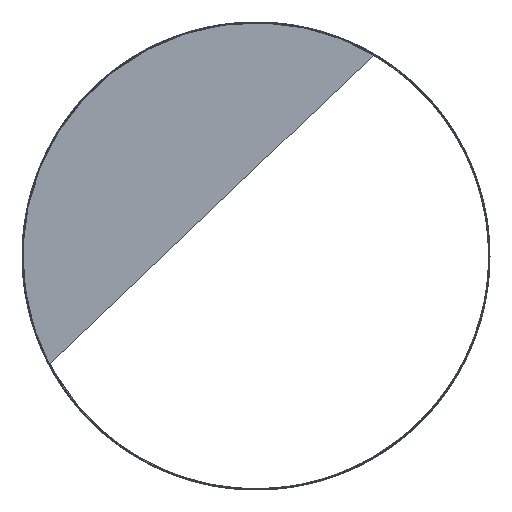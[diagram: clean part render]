
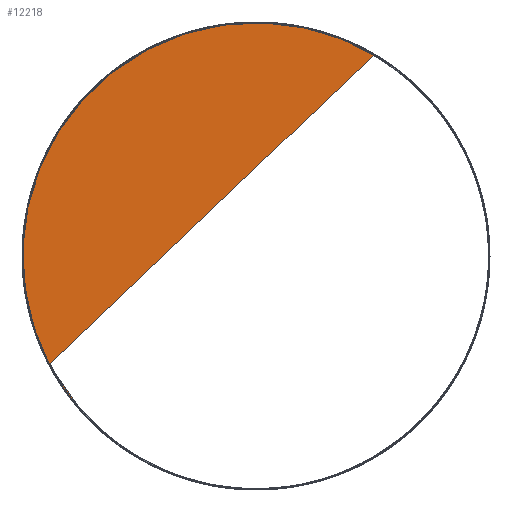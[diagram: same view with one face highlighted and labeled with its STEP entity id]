
A CAD part, front view. The second image highlights one B-rep face of the part: STEP entity #12218.
In plain terms, the highlighted planar face has unit normal (0, -1, 0).
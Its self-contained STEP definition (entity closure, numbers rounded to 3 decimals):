
#197=CARTESIAN_POINT('',(-554.406,0.,-290.975));
#198=VERTEX_POINT('',#197);
#1757=CARTESIAN_POINT('',(-464.626,0.,-419.708));
#1758=VERTEX_POINT('',#1757);
#1759=CARTESIAN_POINT('',(0.0,0.,0.0));
#1760=DIRECTION('',(0.0,1.0,0.0));
#1761=DIRECTION('',(-1.0,0.0,0.0));
#1762=AXIS2_PLACEMENT_3D('',#1759,#1760,#1761);
#1763=CIRCLE('',#1762,626.125);
#1764=EDGE_CURVE('',#198,#1758,#1763,.T.);
#5369=CARTESIAN_POINT('',(-553.963,0.,-290.742));
#5370=VERTEX_POINT('',#5369);
#6929=CARTESIAN_POINT('',(-553.963,0.,-290.742));
#6930=CARTESIAN_POINT('',(-554.037,0.,-290.781));
#6931=CARTESIAN_POINT('',(-554.111,0.,-290.82));
#6932=CARTESIAN_POINT('',(-554.259,0.,-290.897));
#6933=CARTESIAN_POINT('',(-554.332,0.,-290.936));
#6934=CARTESIAN_POINT('',(-554.406,0.,-290.975));
#6935=B_SPLINE_CURVE_WITH_KNOTS('',3,(#6929,#6930,#6931,#6932,#6933,#6934),.UNSPECIFIED.,.F.,.U.,(4,2,4),(-0.05,-0.025,0.0),.UNSPECIFIED.);
#6936=EDGE_CURVE('',#5370,#198,#6935,.T.);
#6948=CARTESIAN_POINT('',(-551.127,0.,-296.084));
#6949=VERTEX_POINT('',#6948);
#8508=CARTESIAN_POINT('',(0.0,0.,0.0));
#8509=DIRECTION('',(0.0,-1.0,0.0));
#8510=DIRECTION('',(-1.0,0.0,0.0));
#8511=AXIS2_PLACEMENT_3D('',#8508,#8509,#8510);
#8512=CIRCLE('',#8511,625.625);
#8513=EDGE_CURVE('',#6949,#5370,#8512,.T.);
#10561=CARTESIAN_POINT('',(-551.568,0.,-296.32));
#10562=VERTEX_POINT('',#10561);
#12121=CARTESIAN_POINT('',(-551.568,0.,-296.32));
#12122=CARTESIAN_POINT('',(-551.494,0.,-296.281));
#12123=CARTESIAN_POINT('',(-551.421,0.,-296.241));
#12124=CARTESIAN_POINT('',(-551.274,0.,-296.162));
#12125=CARTESIAN_POINT('',(-551.201,0.,-296.123));
#12126=CARTESIAN_POINT('',(-551.127,0.,-296.084));
#12127=B_SPLINE_CURVE_WITH_KNOTS('',3,(#12121,#12122,#12123,#12124,#12125,#12126),.UNSPECIFIED.,.F.,.U.,(4,2,4),(-0.05,-0.025,0.0),.UNSPECIFIED.);
#12128=EDGE_CURVE('',#10562,#6949,#12127,.T.);
#12134=CARTESIAN_POINT('',(1000.0,0.,-1000.0));
#12135=DIRECTION('',(0.0,1.0,0.0));
#12136=DIRECTION('',(0.0,0.0,1.0));
#12137=AXIS2_PLACEMENT_3D('',#12134,#12135,#12136);
#12138=PLANE('',#12137);
#12139=ORIENTED_EDGE('',*,*,#1764,.F.);
#12140=ORIENTED_EDGE('',*,*,#6936,.F.);
#12141=ORIENTED_EDGE('',*,*,#8513,.F.);
#12142=ORIENTED_EDGE('',*,*,#12128,.F.);
#12143=CARTESIAN_POINT('',(-551.832,0.,-296.462));
#12144=VERTEX_POINT('',#12143);
#12145=CARTESIAN_POINT('',(-551.832,0.,-296.462));
#12146=CARTESIAN_POINT('',(-551.788,0.,-296.439));
#12147=CARTESIAN_POINT('',(-551.744,0.,-296.415));
#12148=CARTESIAN_POINT('',(-551.656,0.,-296.368));
#12149=CARTESIAN_POINT('',(-551.612,0.,-296.344));
#12150=CARTESIAN_POINT('',(-551.568,0.,-296.32));
#12151=B_SPLINE_CURVE_WITH_KNOTS('',3,(#12145,#12146,#12147,#12148,#12149,#12150),.UNSPECIFIED.,.F.,.U.,(4,2,4),(-0.03,-0.015,0.0),.UNSPECIFIED.);
#12152=EDGE_CURVE('',#12144,#10562,#12151,.T.);
#12153=ORIENTED_EDGE('',*,*,#12152,.F.);
#12154=CARTESIAN_POINT('',(-534.742,0.,-328.58));
#12155=VERTEX_POINT('',#12154);
#12156=CARTESIAN_POINT('',(-534.742,0.,-328.58));
#12157=CARTESIAN_POINT('',(-540.897,0.,-318.562));
#12158=CARTESIAN_POINT('',(-545.65,0.,-309.842));
#12159=CARTESIAN_POINT('',(-550.204,0.,-300.77));
#12160=CARTESIAN_POINT('',(-551.294,0.,-298.378));
#12161=CARTESIAN_POINT('',(-551.759,0.,-297.039));
#12162=CARTESIAN_POINT('',(-551.833,0.,-296.807));
#12163=CARTESIAN_POINT('',(-551.863,0.,-296.607));
#12164=CARTESIAN_POINT('',(-551.866,0.,-296.564));
#12165=CARTESIAN_POINT('',(-551.862,0.,-296.517));
#12166=CARTESIAN_POINT('',(-551.859,0.,-296.502));
#12167=CARTESIAN_POINT('',(-551.852,0.,-296.484));
#12168=CARTESIAN_POINT('',(-551.849,0.,-296.477));
#12169=CARTESIAN_POINT('',(-551.841,0.,-296.468));
#12170=CARTESIAN_POINT('',(-551.837,0.,-296.465));
#12171=CARTESIAN_POINT('',(-551.832,0.,-296.462));
#12172=B_SPLINE_CURVE_WITH_KNOTS('',3,(#12156,#12157,#12158,#12159,#12160,#12161,#12162,#12163,#12164,#12165,#12166,#12167,#12168,#12169,#12170,#12171),.UNSPECIFIED.,.F.,.U.,(4,2,2,2,2,2,2,4),(-0.796,-0.317,-0.06,-0.018,-0.008,-0.004,-0.002,0.0),.UNSPECIFIED.);
#12173=EDGE_CURVE('',#12155,#12144,#12172,.T.);
#12174=ORIENTED_EDGE('',*,*,#12173,.F.);
#12175=CARTESIAN_POINT('',(-489.343,0.,-393.009));
#12176=VERTEX_POINT('',#12175);
#12177=CARTESIAN_POINT('',(0.0,0.,0.0));
#12178=DIRECTION('',(0.0,1.0,0.0));
#12179=DIRECTION('',(-1.0,0.0,0.0));
#12180=AXIS2_PLACEMENT_3D('',#12177,#12178,#12179);
#12181=CIRCLE('',#12180,627.625);
#12182=EDGE_CURVE('',#12176,#12155,#12181,.T.);
#12183=ORIENTED_EDGE('',*,*,#12182,.F.);
#12184=CARTESIAN_POINT('',(-464.849,0.,-419.91));
#12185=VERTEX_POINT('',#12184);
#12186=CARTESIAN_POINT('',(-464.849,0.,-419.91));
#12187=CARTESIAN_POINT('',(-464.852,0.,-419.913));
#12188=CARTESIAN_POINT('',(-464.857,0.,-419.916));
#12189=CARTESIAN_POINT('',(-464.867,0.,-419.92));
#12190=CARTESIAN_POINT('',(-464.872,0.,-419.921));
#12191=CARTESIAN_POINT('',(-464.891,0.,-419.923));
#12192=CARTESIAN_POINT('',(-464.907,0.,-419.92));
#12193=CARTESIAN_POINT('',(-464.96,0.,-419.907));
#12194=CARTESIAN_POINT('',(-465.006,0.,-419.885));
#12195=CARTESIAN_POINT('',(-465.184,0.,-419.785));
#12196=CARTESIAN_POINT('',(-465.35,0.,-419.66));
#12197=CARTESIAN_POINT('',(-465.967,0.,-419.168));
#12198=CARTESIAN_POINT('',(-466.6,0.,-418.579));
#12199=CARTESIAN_POINT('',(-468.751,0.,-416.53));
#12200=CARTESIAN_POINT('',(-470.843,0.,-414.345));
#12201=CARTESIAN_POINT('',(-478.119,0.,-406.544));
#12202=CARTESIAN_POINT('',(-483.972,0.,-399.697));
#12203=CARTESIAN_POINT('',(-489.343,0.,-393.009));
#12204=B_SPLINE_CURVE_WITH_KNOTS('',3,(#12186,#12187,#12188,#12189,#12190,#12191,#12192,#12193,#12194,#12195,#12196,#12197,#12198,#12199,#12200,#12201,#12202,#12203),.UNSPECIFIED.,.F.,.U.,(4,2,2,2,2,2,2,2,4),(-3.664,-3.661,-3.658,-3.649,-3.628,-3.568,-3.364,-2.573,0.0),.UNSPECIFIED.);
#12205=EDGE_CURVE('',#12185,#12176,#12204,.T.);
#12206=ORIENTED_EDGE('',*,*,#12205,.F.);
#12207=CARTESIAN_POINT('',(-464.626,0.,-419.708));
#12208=CARTESIAN_POINT('',(-464.663,0.,-419.742));
#12209=CARTESIAN_POINT('',(-464.7,0.,-419.776));
#12210=CARTESIAN_POINT('',(-464.774,0.,-419.843));
#12211=CARTESIAN_POINT('',(-464.811,0.,-419.876));
#12212=CARTESIAN_POINT('',(-464.849,0.,-419.91));
#12213=B_SPLINE_CURVE_WITH_KNOTS('',3,(#12207,#12208,#12209,#12210,#12211,#12212),.UNSPECIFIED.,.F.,.U.,(4,2,4),(-0.03,-0.015,0.0),.UNSPECIFIED.);
#12214=EDGE_CURVE('',#1758,#12185,#12213,.T.);
#12215=ORIENTED_EDGE('',*,*,#12214,.F.);
#12216=EDGE_LOOP('',(#12139,#12140,#12141,#12142,#12153,#12174,#12183,#12206,#12215));
#12217=FACE_OUTER_BOUND('',#12216,.T.);
#12218=ADVANCED_FACE('',(#12217),#12138,.F.);
